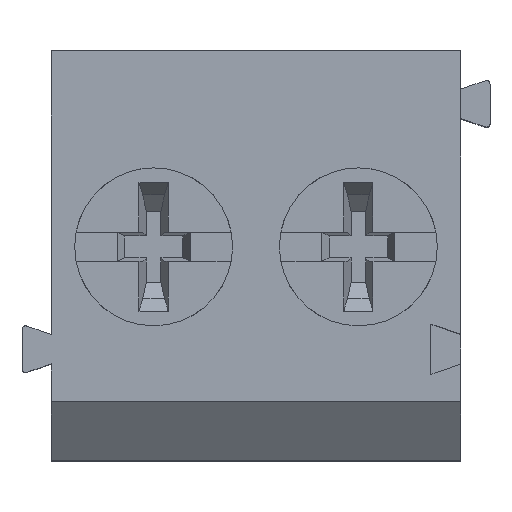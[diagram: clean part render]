
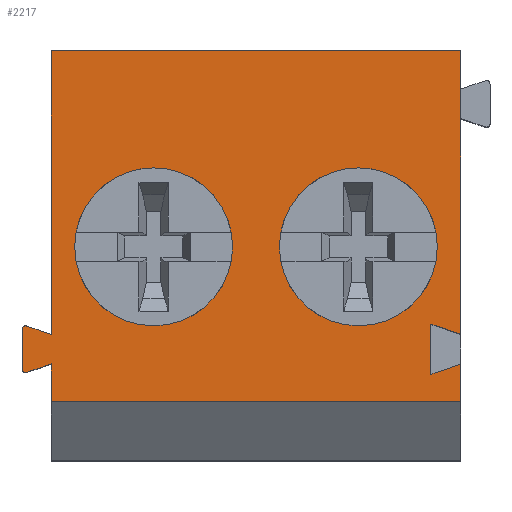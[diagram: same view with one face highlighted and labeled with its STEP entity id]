
A CAD part, top view. The second image highlights one B-rep face of the part: STEP entity #2217.
In plain terms, the highlighted planar face has unit normal (0, 0, 1).
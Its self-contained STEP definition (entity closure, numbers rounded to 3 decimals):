
#49=FACE_BOUND('',#233,.T.);
#50=FACE_BOUND('',#234,.T.);
#59=CIRCLE('',#2359,0.063);
#60=CIRCLE('',#2360,0.063);
#61=CIRCLE('',#2361,1.35);
#62=CIRCLE('',#2362,1.35);
#105=FACE_OUTER_BOUND('',#232,.T.);
#232=EDGE_LOOP('',(#1505,#1506,#1507,#1508,#1509,#1510,#1511,#1512,#1513,
#1514,#1515,#1516,#1517,#1518));
#233=EDGE_LOOP('',(#1519));
#234=EDGE_LOOP('',(#1520));
#360=LINE('',#3130,#637);
#364=LINE('',#3138,#641);
#393=LINE('',#3202,#670);
#394=LINE('',#3206,#671);
#395=LINE('',#3208,#672);
#396=LINE('',#3209,#673);
#397=LINE('',#3211,#674);
#398=LINE('',#3215,#675);
#399=LINE('',#3218,#676);
#400=LINE('',#3220,#677);
#401=LINE('',#3222,#678);
#402=LINE('',#3223,#679);
#637=VECTOR('',#2520,0.649);
#641=VECTOR('',#2524,4.851);
#670=VECTOR('',#2571,7.);
#671=VECTOR('',#2574,0.539);
#672=VECTOR('',#2575,4.846);
#673=VECTOR('',#2576,7.);
#674=VECTOR('',#2577,0.442);
#675=VECTOR('',#2580,0.674);
#676=VECTOR('',#2583,0.442);
#677=VECTOR('',#2584,0.644);
#678=VECTOR('',#2585,0.539);
#679=VECTOR('',#2586,0.86);
#914=VERTEX_POINT('',#3127);
#915=VERTEX_POINT('',#3129);
#918=VERTEX_POINT('',#3135);
#919=VERTEX_POINT('',#3137);
#945=VERTEX_POINT('',#3200);
#946=VERTEX_POINT('',#3204);
#947=VERTEX_POINT('',#3205);
#948=VERTEX_POINT('',#3207);
#949=VERTEX_POINT('',#3210);
#950=VERTEX_POINT('',#3212);
#951=VERTEX_POINT('',#3214);
#952=VERTEX_POINT('',#3216);
#953=VERTEX_POINT('',#3219);
#954=VERTEX_POINT('',#3221);
#955=VERTEX_POINT('',#3224);
#956=VERTEX_POINT('',#3226);
#1128=EDGE_CURVE('',#915,#914,#360,.T.);
#1132=EDGE_CURVE('',#919,#918,#364,.T.);
#1165=EDGE_CURVE('',#914,#945,#393,.T.);
#1166=EDGE_CURVE('',#946,#947,#394,.T.);
#1167=EDGE_CURVE('',#948,#946,#395,.T.);
#1168=EDGE_CURVE('',#919,#948,#396,.T.);
#1169=EDGE_CURVE('',#918,#949,#397,.T.);
#1170=EDGE_CURVE('',#949,#950,#59,.T.);
#1171=EDGE_CURVE('',#950,#951,#398,.T.);
#1172=EDGE_CURVE('',#951,#952,#60,.T.);
#1173=EDGE_CURVE('',#952,#915,#399,.T.);
#1174=EDGE_CURVE('',#953,#945,#400,.T.);
#1175=EDGE_CURVE('',#954,#953,#401,.T.);
#1176=EDGE_CURVE('',#947,#954,#402,.T.);
#1177=EDGE_CURVE('',#955,#955,#61,.T.);
#1178=EDGE_CURVE('',#956,#956,#62,.T.);
#1505=ORIENTED_EDGE('',*,*,#1166,.F.);
#1506=ORIENTED_EDGE('',*,*,#1167,.F.);
#1507=ORIENTED_EDGE('',*,*,#1168,.F.);
#1508=ORIENTED_EDGE('',*,*,#1132,.T.);
#1509=ORIENTED_EDGE('',*,*,#1169,.T.);
#1510=ORIENTED_EDGE('',*,*,#1170,.T.);
#1511=ORIENTED_EDGE('',*,*,#1171,.T.);
#1512=ORIENTED_EDGE('',*,*,#1172,.T.);
#1513=ORIENTED_EDGE('',*,*,#1173,.T.);
#1514=ORIENTED_EDGE('',*,*,#1128,.T.);
#1515=ORIENTED_EDGE('',*,*,#1165,.T.);
#1516=ORIENTED_EDGE('',*,*,#1174,.F.);
#1517=ORIENTED_EDGE('',*,*,#1175,.F.);
#1518=ORIENTED_EDGE('',*,*,#1176,.F.);
#1519=ORIENTED_EDGE('',*,*,#1177,.F.);
#1520=ORIENTED_EDGE('',*,*,#1178,.F.);
#2116=PLANE('',#2358);
#2217=ADVANCED_FACE('',(#105,#49,#50),#2116,.T.);
#2358=AXIS2_PLACEMENT_3D('',#3203,#2572,#2573);
#2359=AXIS2_PLACEMENT_3D('',#3213,#2578,#2579);
#2360=AXIS2_PLACEMENT_3D('',#3217,#2581,#2582);
#2361=AXIS2_PLACEMENT_3D('',#3225,#2587,#2588);
#2362=AXIS2_PLACEMENT_3D('',#3227,#2589,#2590);
#2520=DIRECTION('',(0.,-1.,0.));
#2524=DIRECTION('',(0.,-1.,0.));
#2571=DIRECTION('',(1.,0.,0.));
#2572=DIRECTION('center_axis',(0.,0.,1.));
#2573=DIRECTION('ref_axis',(0.,-1.,0.));
#2574=DIRECTION('',(-0.946,0.325,0.));
#2575=DIRECTION('',(0.,-1.,0.));
#2576=DIRECTION('',(1.,0.,0.));
#2577=DIRECTION('',(-0.944,0.33,0.));
#2578=DIRECTION('center_axis',(0.,0.,1.));
#2579=DIRECTION('ref_axis',(0.33,0.944,0.));
#2580=DIRECTION('',(0.,-1.,0.));
#2581=DIRECTION('center_axis',(0.,0.,1.));
#2582=DIRECTION('ref_axis',(-1.,0.,0.));
#2583=DIRECTION('',(0.944,0.33,0.));
#2584=DIRECTION('',(0.,-1.,0.));
#2585=DIRECTION('',(0.946,0.325,0.));
#2586=DIRECTION('',(0.,-1.,0.));
#2587=DIRECTION('center_axis',(0.,0.,1.));
#2588=DIRECTION('ref_axis',(1.,0.,0.));
#2589=DIRECTION('center_axis',(0.,0.,1.));
#2590=DIRECTION('ref_axis',(1.,0.,0.));
#3127=CARTESIAN_POINT('',(-1.75,-2.6,8.4));
#3129=CARTESIAN_POINT('',(-1.75,-1.951,8.4));
#3130=CARTESIAN_POINT('',(-1.75,-1.951,8.4));
#3135=CARTESIAN_POINT('',(-1.75,-1.451,8.4));
#3137=CARTESIAN_POINT('',(-1.75,3.4,8.4));
#3138=CARTESIAN_POINT('',(-1.75,3.4,8.4));
#3200=CARTESIAN_POINT('',(5.25,-2.6,8.4));
#3202=CARTESIAN_POINT('',(-1.75,-2.6,8.4));
#3203=CARTESIAN_POINT('Origin',(-1.75,3.4,8.4));
#3204=CARTESIAN_POINT('',(5.25,-1.446,8.4));
#3205=CARTESIAN_POINT('',(4.74,-1.271,8.4));
#3206=CARTESIAN_POINT('',(5.25,-1.446,8.4));
#3207=CARTESIAN_POINT('',(5.25,3.4,8.4));
#3208=CARTESIAN_POINT('',(5.25,3.4,8.4));
#3209=CARTESIAN_POINT('',(-1.75,3.4,8.4));
#3210=CARTESIAN_POINT('',(-2.167,-1.305,8.4));
#3211=CARTESIAN_POINT('',(-1.75,-1.451,8.4));
#3212=CARTESIAN_POINT('',(-2.25,-1.364,8.4));
#3213=CARTESIAN_POINT('Origin',(-2.188,-1.364,8.4));
#3214=CARTESIAN_POINT('',(-2.25,-2.038,8.4));
#3215=CARTESIAN_POINT('',(-2.25,-1.364,8.4));
#3216=CARTESIAN_POINT('',(-2.167,-2.096,8.4));
#3217=CARTESIAN_POINT('Origin',(-2.188,-2.038,8.4));
#3218=CARTESIAN_POINT('',(-2.167,-2.096,8.4));
#3219=CARTESIAN_POINT('',(5.25,-1.956,8.4));
#3220=CARTESIAN_POINT('',(5.25,-1.956,8.4));
#3221=CARTESIAN_POINT('',(4.74,-2.131,8.4));
#3222=CARTESIAN_POINT('',(4.74,-2.131,8.4));
#3223=CARTESIAN_POINT('',(4.74,-1.271,8.4));
#3224=CARTESIAN_POINT('',(-1.35,0.05,8.4));
#3225=CARTESIAN_POINT('Origin',(0.,0.05,8.4));
#3226=CARTESIAN_POINT('',(2.15,0.05,8.4));
#3227=CARTESIAN_POINT('Origin',(3.5,0.05,8.4));
